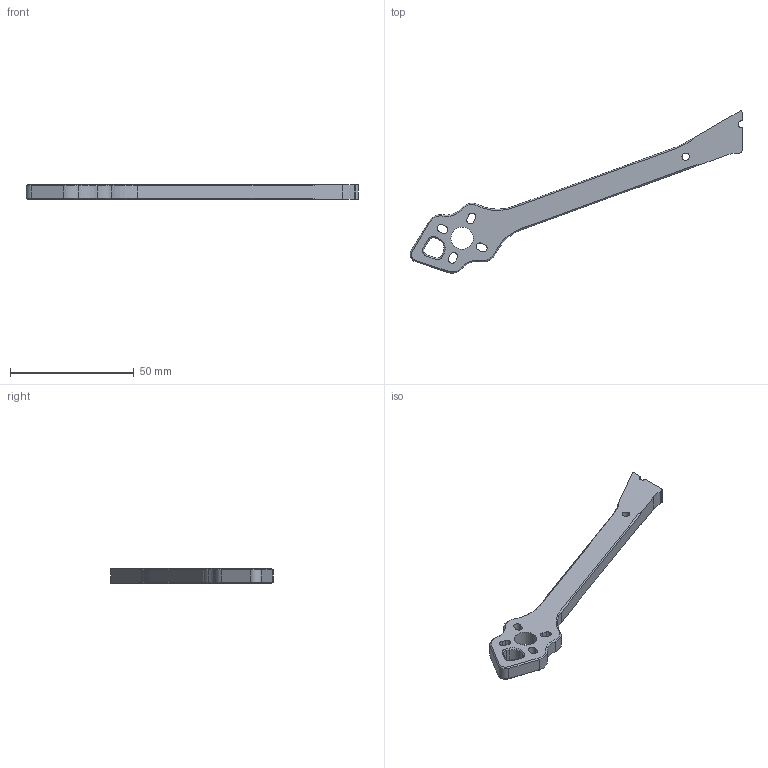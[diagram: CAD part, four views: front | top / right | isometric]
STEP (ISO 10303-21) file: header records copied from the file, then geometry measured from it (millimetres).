
FILE_DESCRIPTION(/* description */ (''),/* implementation_level */ '2;1');
FILE_NAME(/* name */ 'cult-arm7front-6mm.step',/* time_stamp */ '2021-11-17T17:43:05+01:00',/* author */ (''),/* organization */ (''),/* preprocessor_version */ 'ST-DEVELOPER v18.1',/* originating_system */ 'Autodesk Translation Framework v10.10.0.1391',/* authorisation */ '');
FILE_SCHEMA (('AUTOMOTIVE_DESIGN { 1 0 10303 214 3 1 1 }'));
Length unit declared in the file: millimetre
Products named in the file (1): Arm 7" DC front
Bounding box: 134.03 x 65.55 x 6 mm (x, y, z)
Volume: 9927.9 mm3; surface area: 5762.8 mm2
Topology: 1 solids, 1 shells, 100 faces, 250 edges, 152 vertices
Faces by surface type: plane 40, cone 28, cylinder 28, bspline 4
Full cylindrical faces by diameter (mm): 3 x1, 9 x1
Entity records: 3095 total; most frequent: CARTESIAN_POINT 619, DIRECTION 520, ORIENTED_EDGE 500, EDGE_CURVE 250, AXIS2_PLACEMENT_3D 181, LINE 158, VECTOR 158, VERTEX_POINT 152
